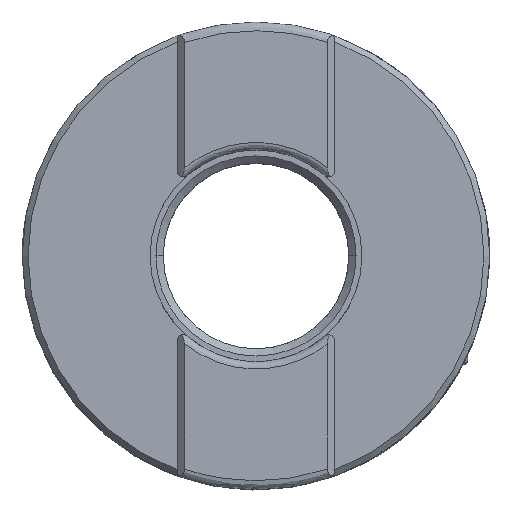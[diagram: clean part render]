
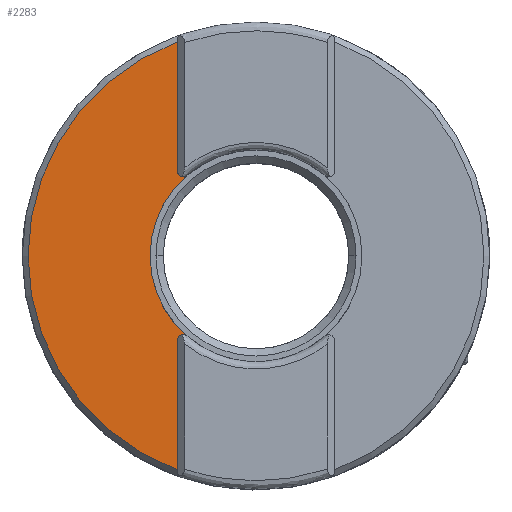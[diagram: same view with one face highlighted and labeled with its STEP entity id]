
A CAD part, top view. The second image highlights one B-rep face of the part: STEP entity #2283.
In plain terms, the highlighted planar face has unit normal (0, 0, 1).
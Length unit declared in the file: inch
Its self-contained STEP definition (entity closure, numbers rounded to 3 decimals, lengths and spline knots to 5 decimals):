
#72 = AXIS2_PLACEMENT_3D ( 'NONE', #1996, #2014, #2866 ) ;
#178 = DIRECTION ( 'NONE',  ( 0., 0., 1. ) ) ;
#189 = VECTOR ( 'NONE', #3586, 39.37008 ) ;
#230 = DIRECTION ( 'NONE',  ( 1., 0., 0. ) ) ;
#306 = CIRCLE ( 'NONE', #1081, 0.28543 ) ;
#345 = CARTESIAN_POINT ( 'NONE',  ( -0.186, -0.21651, 0.56693 ) ) ;
#405 = EDGE_LOOP ( 'NONE', ( #3552, #3562, #1864, #2554, #3664, #1752, #3338 ) ) ;
#418 = VERTEX_POINT ( 'NONE', #2748 ) ;
#486 = CARTESIAN_POINT ( 'NONE',  ( 0., 0., 0.56693 ) ) ;
#504 = DIRECTION ( 'NONE',  ( 1., 0., 0. ) ) ;
#524 = PLANE ( 'NONE',  #1366 ) ;
#538 = EDGE_CURVE ( 'NONE', #1348, #1531, #1579, .T. ) ;
#594 = LINE ( 'NONE', #2303, #2203 ) ;
#600 = VERTEX_POINT ( 'NONE', #345 ) ;
#740 = DIRECTION ( 'NONE',  ( 1., 0., 0. ) ) ;
#894 = EDGE_CURVE ( 'NONE', #3123, #418, #2556, .T. ) ;
#1059 = EDGE_CURVE ( 'NONE', #2946, #1531, #2844, .T. ) ;
#1081 = AXIS2_PLACEMENT_3D ( 'NONE', #2526, #2504, #230 ) ;
#1090 = DIRECTION ( 'NONE',  ( 0., 0., -1. ) ) ;
#1152 = DIRECTION ( 'NONE',  ( 1., 0., 0. ) ) ;
#1199 = CARTESIAN_POINT ( 'NONE',  ( -0.21201, -0.57642, 0.56693 ) ) ;
#1227 = CARTESIAN_POINT ( 'NONE',  ( -0.21201, 0.22846, 0.56693 ) ) ;
#1348 = VERTEX_POINT ( 'NONE', #1371 ) ;
#1366 = AXIS2_PLACEMENT_3D ( 'NONE', #486, #3015, #504 ) ;
#1371 = CARTESIAN_POINT ( 'NONE',  ( -0.28543, 0., 0.56693 ) ) ;
#1531 = VERTEX_POINT ( 'NONE', #2417 ) ;
#1579 = CIRCLE ( 'NONE', #2173, 0.28543 ) ;
#1707 = CARTESIAN_POINT ( 'NONE',  ( -0.21201, -0.22846, 0.56693 ) ) ;
#1727 = DIRECTION ( 'NONE',  ( 0., 1., 0. ) ) ;
#1752 = ORIENTED_EDGE ( 'NONE', *, *, #1059, .F. ) ;
#1823 = AXIS2_PLACEMENT_3D ( 'NONE', #1846, #178, #740 ) ;
#1846 = CARTESIAN_POINT ( 'NONE',  ( -0.19626, 0.22846, 0.56693 ) ) ;
#1864 = ORIENTED_EDGE ( 'NONE', *, *, #2878, .F. ) ;
#1941 = DIRECTION ( 'NONE',  ( 0., 0., -1. ) ) ;
#1996 = CARTESIAN_POINT ( 'NONE',  ( -0.19626, -0.22846, 0.56693 ) ) ;
#2014 = DIRECTION ( 'NONE',  ( 0., 0., 1. ) ) ;
#2147 = LINE ( 'NONE', #3567, #189 ) ;
#2173 = AXIS2_PLACEMENT_3D ( 'NONE', #3094, #1941, #1152 ) ;
#2203 = VECTOR ( 'NONE', #1727, 39.37008 ) ;
#2213 = DIRECTION ( 'NONE',  ( 0., 1., 0. ) ) ;
#2283 = ADVANCED_FACE ( 'NONE', ( #3085 ), #524, .T. ) ;
#2303 = CARTESIAN_POINT ( 'NONE',  ( -0.21201, 0., 0.56693 ) ) ;
#2366 = AXIS2_PLACEMENT_3D ( 'NONE', #3609, #1090, #2213 ) ;
#2417 = CARTESIAN_POINT ( 'NONE',  ( -0.186, 0.21651, 0.56693 ) ) ;
#2504 = DIRECTION ( 'NONE',  ( 0., 0., -1. ) ) ;
#2526 = CARTESIAN_POINT ( 'NONE',  ( 0., 0., 0.56693 ) ) ;
#2554 = ORIENTED_EDGE ( 'NONE', *, *, #3414, .T. ) ;
#2556 = CIRCLE ( 'NONE', #2366, 0.61417 ) ;
#2652 = EDGE_CURVE ( 'NONE', #2946, #418, #2147, .T. ) ;
#2748 = CARTESIAN_POINT ( 'NONE',  ( -0.21201, 0.57642, 0.56693 ) ) ;
#2810 = CIRCLE ( 'NONE', #72, 0.01575 ) ;
#2844 = CIRCLE ( 'NONE', #1823, 0.01575 ) ;
#2866 = DIRECTION ( 'NONE',  ( 1., 0., 0. ) ) ;
#2878 = EDGE_CURVE ( 'NONE', #600, #2895, #2810, .T. ) ;
#2895 = VERTEX_POINT ( 'NONE', #1707 ) ;
#2946 = VERTEX_POINT ( 'NONE', #1227 ) ;
#3015 = DIRECTION ( 'NONE',  ( 0., 0., 1. ) ) ;
#3085 = FACE_OUTER_BOUND ( 'NONE', #405, .T. ) ;
#3094 = CARTESIAN_POINT ( 'NONE',  ( 0., 0., 0.56693 ) ) ;
#3123 = VERTEX_POINT ( 'NONE', #1199 ) ;
#3338 = ORIENTED_EDGE ( 'NONE', *, *, #2652, .T. ) ;
#3414 = EDGE_CURVE ( 'NONE', #600, #1348, #306, .T. ) ;
#3552 = ORIENTED_EDGE ( 'NONE', *, *, #894, .F. ) ;
#3556 = EDGE_CURVE ( 'NONE', #3123, #2895, #594, .T. ) ;
#3562 = ORIENTED_EDGE ( 'NONE', *, *, #3556, .T. ) ;
#3567 = CARTESIAN_POINT ( 'NONE',  ( -0.21201, 0., 0.56693 ) ) ;
#3586 = DIRECTION ( 'NONE',  ( 0., 1., 0. ) ) ;
#3609 = CARTESIAN_POINT ( 'NONE',  ( 0., 0., 0.56693 ) ) ;
#3664 = ORIENTED_EDGE ( 'NONE', *, *, #538, .T. ) ;
